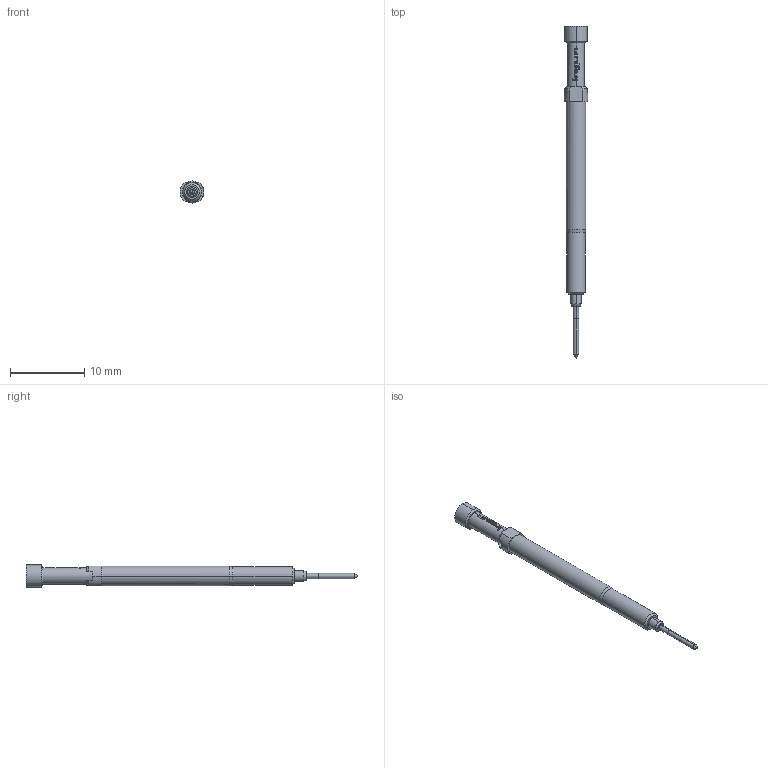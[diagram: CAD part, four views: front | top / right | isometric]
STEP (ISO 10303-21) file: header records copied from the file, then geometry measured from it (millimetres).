
FILE_DESCRIPTION (( 'STEP AP203' ), '1' );
FILE_NAME ('INGUN_DPS-465_305_050_A_xx43_M-HFM-F.STEP', '2021-10-19T09:04:32', ( 'ochi' ), ( '' ), 'SwSTEP 2.0', 'SolidWorks 2018', '' );
FILE_SCHEMA (( 'CONFIG_CONTROL_DESIGN' ));
Length unit declared in the file: millimetre
Products named in the file (1): INGUN_DPS-465_305_050_A_xx43_M-HFM-F
Bounding box: 3.2 x 44.8 x 3 mm (x, y, z)
Volume: 194 mm3; surface area: 339.1 mm2
Topology: 1 solids, 1 shells, 137 faces, 366 edges, 234 vertices
Faces by surface type: plane 60, cylinder 33, bspline 22, cone 20, sphere 2
Entity records: 4621 total; most frequent: CARTESIAN_POINT 1278, ORIENTED_EDGE 724, DIRECTION 634, EDGE_CURVE 362, AXIS2_PLACEMENT_3D 250, VERTEX_POINT 234, EDGE_LOOP 144, ADVANCED_FACE 137
